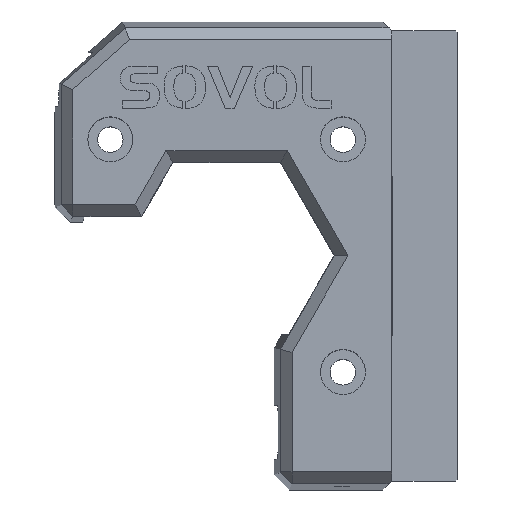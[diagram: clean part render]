
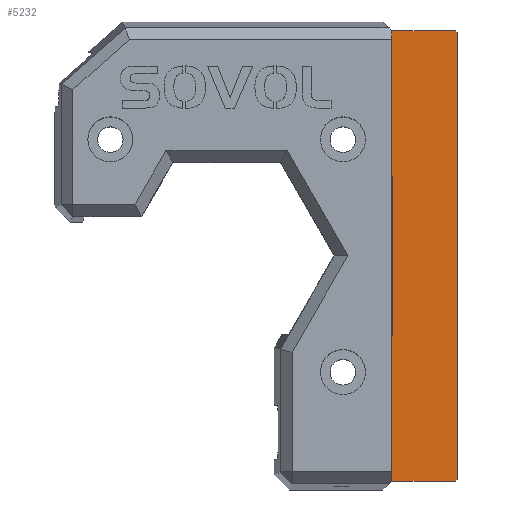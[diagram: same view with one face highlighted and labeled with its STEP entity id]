
A CAD part, top view. The second image highlights one B-rep face of the part: STEP entity #5232.
In plain terms, the highlighted planar face has unit normal (0, 0, 1).
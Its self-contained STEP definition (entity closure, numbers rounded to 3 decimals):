
#54 = VERTEX_POINT ( 'NONE', #7605 ) ;
#144 = EDGE_CURVE ( 'NONE', #3763, #6411, #10376, .T. ) ;
#323 = ORIENTED_EDGE ( 'NONE', *, *, #433, .T. ) ;
#433 = EDGE_CURVE ( 'NONE', #9325, #5301, #5180, .T. ) ;
#511 = CARTESIAN_POINT ( 'NONE',  ( 44., 40.933, -21. ) ) ;
#672 = EDGE_CURVE ( 'NONE', #54, #7185, #8632, .T. ) ;
#760 = CARTESIAN_POINT ( 'NONE',  ( 44.123, 19.687, -21. ) ) ;
#849 = DIRECTION ( 'NONE',  ( -1., 0., 0. ) ) ;
#856 = EDGE_CURVE ( 'NONE', #54, #9431, #9085, .T. ) ;
#900 = DIRECTION ( 'NONE',  ( 0.707, 0.707, 0. ) ) ;
#1224 = LINE ( 'NONE', #3600, #4410 ) ;
#1342 = CARTESIAN_POINT ( 'NONE',  ( 0., 19.687, -21. ) ) ;
#1512 = VERTEX_POINT ( 'NONE', #5335 ) ;
#1632 = LINE ( 'NONE', #4201, #4417 ) ;
#1720 = VECTOR ( 'NONE', #4333, 1000. ) ;
#1796 = CARTESIAN_POINT ( 'NONE',  ( 44., 0., -21. ) ) ;
#1810 = CARTESIAN_POINT ( 'NONE',  ( 52.7, 0.5, -21. ) ) ;
#1889 = EDGE_CURVE ( 'NONE', #1512, #8301, #1224, .T. ) ;
#1915 = DIRECTION ( 'NONE',  ( 1., 0., 0. ) ) ;
#2090 = ORIENTED_EDGE ( 'NONE', *, *, #1889, .F. ) ;
#2179 = CARTESIAN_POINT ( 'NONE',  ( 44., 0.306, -21. ) ) ;
#2377 = CARTESIAN_POINT ( 'NONE',  ( 52.7, 60.12, -21. ) ) ;
#2422 = EDGE_CURVE ( 'NONE', #1512, #3763, #2603, .T. ) ;
#2603 = LINE ( 'NONE', #8218, #1720 ) ;
#2682 = ORIENTED_EDGE ( 'NONE', *, *, #8872, .T. ) ;
#2693 = CARTESIAN_POINT ( 'NONE',  ( 52.7, 0., -21. ) ) ;
#3184 = EDGE_CURVE ( 'NONE', #7185, #6544, #1632, .T. ) ;
#3454 = VECTOR ( 'NONE', #5007, 1000. ) ;
#3506 = CARTESIAN_POINT ( 'NONE',  ( 52.7, 0.306, -21. ) ) ;
#3600 = CARTESIAN_POINT ( 'NONE',  ( 52.7, 40.933, -21. ) ) ;
#3763 = VERTEX_POINT ( 'NONE', #760 ) ;
#3908 = VECTOR ( 'NONE', #5941, 1000. ) ;
#4201 = CARTESIAN_POINT ( 'NONE',  ( 52.7, 60.314, -21. ) ) ;
#4295 = ORIENTED_EDGE ( 'NONE', *, *, #6514, .T. ) ;
#4333 = DIRECTION ( 'NONE',  ( 0., -1., 0. ) ) ;
#4410 = VECTOR ( 'NONE', #6885, 1000. ) ;
#4417 = VECTOR ( 'NONE', #849, 1000. ) ;
#4474 = DIRECTION ( 'NONE',  ( 0., 0., -1. ) ) ;
#4516 = LINE ( 'NONE', #1796, #3454 ) ;
#4519 = CARTESIAN_POINT ( 'NONE',  ( 52.506, 0.306, -21. ) ) ;
#4666 = VECTOR ( 'NONE', #8543, 1000. ) ;
#5007 = DIRECTION ( 'NONE',  ( 0., -1., 0. ) ) ;
#5166 = ORIENTED_EDGE ( 'NONE', *, *, #2422, .T. ) ;
#5180 = LINE ( 'NONE', #3506, #5436 ) ;
#5232 = ADVANCED_FACE ( 'NONE', ( #6084 ), #9290, .F. ) ;
#5301 = VERTEX_POINT ( 'NONE', #4519 ) ;
#5335 = CARTESIAN_POINT ( 'NONE',  ( 44.123, 40.933, -21. ) ) ;
#5436 = VECTOR ( 'NONE', #1915, 1000. ) ;
#5745 = ORIENTED_EDGE ( 'NONE', *, *, #856, .F. ) ;
#5843 = CARTESIAN_POINT ( 'NONE',  ( 44., 60.314, -21. ) ) ;
#5941 = DIRECTION ( 'NONE',  ( 0., -1., 0. ) ) ;
#6084 = FACE_OUTER_BOUND ( 'NONE', #9613, .T. ) ;
#6199 = ORIENTED_EDGE ( 'NONE', *, *, #8746, .T. ) ;
#6257 = VECTOR ( 'NONE', #7208, 1000. ) ;
#6411 = VERTEX_POINT ( 'NONE', #8477 ) ;
#6514 = EDGE_CURVE ( 'NONE', #6411, #9325, #4516, .T. ) ;
#6544 = VERTEX_POINT ( 'NONE', #5843 ) ;
#6740 = CARTESIAN_POINT ( 'NONE',  ( 52.506, 60.314, -21. ) ) ;
#6885 = DIRECTION ( 'NONE',  ( -1., 0., 0. ) ) ;
#7132 = LINE ( 'NONE', #10387, #9146 ) ;
#7185 = VERTEX_POINT ( 'NONE', #6740 ) ;
#7208 = DIRECTION ( 'NONE',  ( -0.707, 0.707, 0. ) ) ;
#7605 = CARTESIAN_POINT ( 'NONE',  ( 52.7, 60.12, -21. ) ) ;
#8071 = ORIENTED_EDGE ( 'NONE', *, *, #3184, .T. ) ;
#8215 = ORIENTED_EDGE ( 'NONE', *, *, #672, .T. ) ;
#8218 = CARTESIAN_POINT ( 'NONE',  ( 44.123, 0., -21. ) ) ;
#8246 = CARTESIAN_POINT ( 'NONE',  ( 52.7, 0.5, -21. ) ) ;
#8271 = ORIENTED_EDGE ( 'NONE', *, *, #144, .T. ) ;
#8301 = VERTEX_POINT ( 'NONE', #511 ) ;
#8406 = DIRECTION ( 'NONE',  ( -1., 0., 0. ) ) ;
#8477 = CARTESIAN_POINT ( 'NONE',  ( 44., 19.687, -21. ) ) ;
#8543 = DIRECTION ( 'NONE',  ( -1., 0., 0. ) ) ;
#8632 = LINE ( 'NONE', #2377, #6257 ) ;
#8746 = EDGE_CURVE ( 'NONE', #5301, #9431, #9862, .T. ) ;
#8872 = EDGE_CURVE ( 'NONE', #6544, #8301, #7132, .T. ) ;
#9085 = LINE ( 'NONE', #2693, #3908 ) ;
#9146 = VECTOR ( 'NONE', #10177, 1000. ) ;
#9290 = PLANE ( 'NONE',  #9619 ) ;
#9325 = VERTEX_POINT ( 'NONE', #2179 ) ;
#9431 = VERTEX_POINT ( 'NONE', #1810 ) ;
#9613 = EDGE_LOOP ( 'NONE', ( #8215, #8071, #2682, #2090, #5166, #8271, #4295, #323, #6199, #5745 ) ) ;
#9619 = AXIS2_PLACEMENT_3D ( 'NONE', #10072, #4474, #8406 ) ;
#9862 = LINE ( 'NONE', #8246, #10140 ) ;
#10072 = CARTESIAN_POINT ( 'NONE',  ( 52.7, 0., -21. ) ) ;
#10140 = VECTOR ( 'NONE', #900, 1000. ) ;
#10177 = DIRECTION ( 'NONE',  ( 0., -1., 0. ) ) ;
#10376 = LINE ( 'NONE', #1342, #4666 ) ;
#10387 = CARTESIAN_POINT ( 'NONE',  ( 44., 0., -21. ) ) ;
